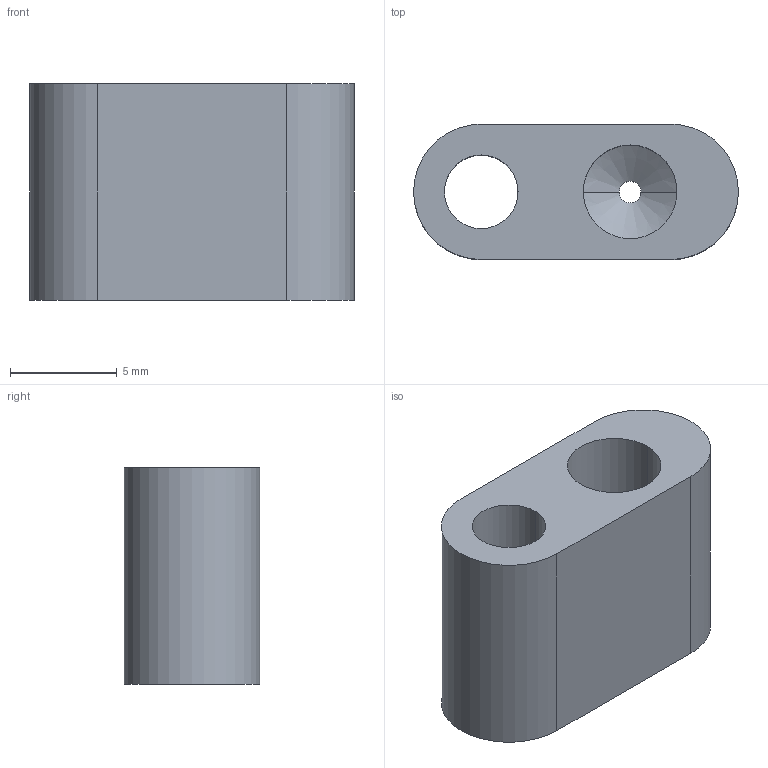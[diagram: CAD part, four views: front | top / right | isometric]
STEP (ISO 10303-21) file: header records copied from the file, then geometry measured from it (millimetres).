
FILE_DESCRIPTION (( 'STEP AP203' ), '1' );
FILE_NAME ('D1001656-v1_aLIGO_SUS_HSTS_Locking Assy, Blade Guard.STEP', '2010-07-08T19:39:25', ( 'Dwayne Giardina' ), ( 'CA Institute of Technology' ), 'SwSTEP 2.0', 'SolidWorks 2010', '' );
FILE_SCHEMA (( 'CONFIG_CONTROL_DESIGN' ));
Length unit declared in the file: inch
Products named in the file (1): D1001656-v1_aLIGO_SUS_HSTS_Locking Assy, Blade Guard
Bounding box: 15.24 x 6.35 x 10.16 mm (x, y, z)
Volume: 694.9 mm3; surface area: 748.4 mm2
Topology: 1 solids, 1 shells, 15 faces, 35 edges, 22 vertices
Faces by surface type: cylinder 9, plane 4, cone 2
Entity records: 522 total; most frequent: DIRECTION 85, CARTESIAN_POINT 73, ORIENTED_EDGE 70, EDGE_CURVE 35, AXIS2_PLACEMENT_3D 34, VERTEX_POINT 22, EDGE_LOOP 19, CIRCLE 18
